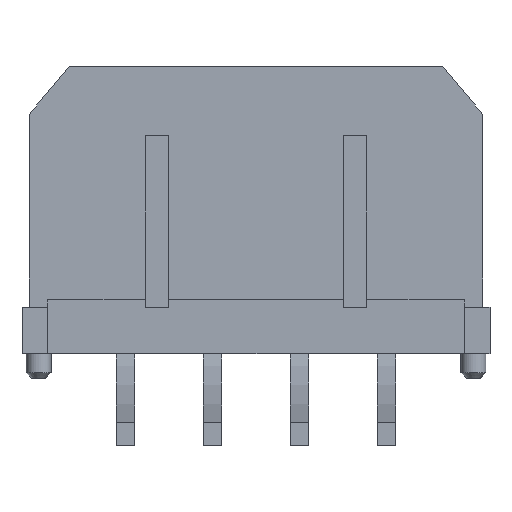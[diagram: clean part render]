
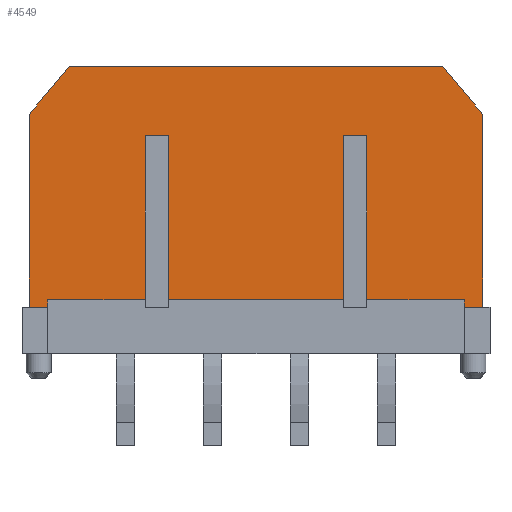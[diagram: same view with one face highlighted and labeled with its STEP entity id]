
A CAD part, front view. The second image highlights one B-rep face of the part: STEP entity #4549.
In plain terms, the highlighted planar face has unit normal (0, -1, 0).
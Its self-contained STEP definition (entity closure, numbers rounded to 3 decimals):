
#1109=DIRECTION('',(0.,0.,1.));
#1110=VECTOR('',#1109,5.66);
#1111=CARTESIAN_POINT('',(3.825,-3.43,-3.105));
#1112=LINE('',#1111,#1110);
#1113=DIRECTION('',(-1.,0.,0.));
#1114=VECTOR('',#1113,0.8);
#1115=CARTESIAN_POINT('',(3.825,-3.43,2.555));
#1116=LINE('',#1115,#1114);
#1117=DIRECTION('',(0.,0.,1.));
#1118=VECTOR('',#1117,5.66);
#1119=CARTESIAN_POINT('',(3.025,-3.43,-3.105));
#1120=LINE('',#1119,#1118);
#1121=DIRECTION('',(-1.,0.,0.));
#1122=VECTOR('',#1121,6.05);
#1123=CARTESIAN_POINT('',(3.025,-3.43,-3.105));
#1124=LINE('',#1123,#1122);
#1125=DIRECTION('',(0.,0.,1.));
#1126=VECTOR('',#1125,5.66);
#1127=CARTESIAN_POINT('',(-3.025,-3.43,-3.105));
#1128=LINE('',#1127,#1126);
#1129=DIRECTION('',(-1.,0.,0.));
#1130=VECTOR('',#1129,0.8);
#1131=CARTESIAN_POINT('',(-3.025,-3.43,2.555));
#1132=LINE('',#1131,#1130);
#1133=DIRECTION('',(0.,0.,1.));
#1134=VECTOR('',#1133,5.66);
#1135=CARTESIAN_POINT('',(-3.825,-3.43,-3.105));
#1136=LINE('',#1135,#1134);
#1137=DIRECTION('',(-1.,0.,0.));
#1138=VECTOR('',#1137,3.36);
#1139=CARTESIAN_POINT('',(-3.825,-3.43,-3.105));
#1140=LINE('',#1139,#1138);
#1141=DIRECTION('',(0.,0.,1.));
#1142=VECTOR('',#1141,0.25);
#1143=CARTESIAN_POINT('',(-7.185,-3.43,-3.355));
#1144=LINE('',#1143,#1142);
#1145=DIRECTION('',(1.,0.,0.));
#1146=VECTOR('',#1145,0.64);
#1147=CARTESIAN_POINT('',(-7.825,-3.43,-3.355));
#1148=LINE('',#1147,#1146);
#1149=DIRECTION('',(0.,0.,1.));
#1150=VECTOR('',#1149,6.66);
#1151=CARTESIAN_POINT('',(-7.825,-3.43,-3.355));
#1152=LINE('',#1151,#1150);
#1153=DIRECTION('',(0.643,0.,0.766));
#1154=VECTOR('',#1153,2.154);
#1155=CARTESIAN_POINT('',(-7.825,-3.43,3.305));
#1156=LINE('',#1155,#1154);
#1157=DIRECTION('',(0.643,0.,-0.766));
#1158=VECTOR('',#1157,2.154);
#1159=CARTESIAN_POINT('',(6.44,-3.43,4.955));
#1160=LINE('',#1159,#1158);
#1161=DIRECTION('',(-1.,0.,0.));
#1162=VECTOR('',#1161,0.64);
#1163=CARTESIAN_POINT('',(7.825,-3.43,-3.355));
#1164=LINE('',#1163,#1162);
#1165=DIRECTION('',(0.,0.,1.));
#1166=VECTOR('',#1165,0.25);
#1167=CARTESIAN_POINT('',(7.185,-3.43,-3.355));
#1168=LINE('',#1167,#1166);
#1169=DIRECTION('',(-1.,0.,0.));
#1170=VECTOR('',#1169,3.36);
#1171=CARTESIAN_POINT('',(7.185,-3.43,-3.105));
#1172=LINE('',#1171,#1170);
#1353=DIRECTION('',(1.,0.,0.));
#1354=VECTOR('',#1353,12.881);
#1355=CARTESIAN_POINT('',(-6.44,-3.43,4.955));
#1356=LINE('',#1355,#1354);
#1661=DIRECTION('',(0.,0.,1.));
#1662=VECTOR('',#1661,6.66);
#1663=CARTESIAN_POINT('',(7.825,-3.43,-3.355));
#1664=LINE('',#1663,#1662);
#2311=CARTESIAN_POINT('',(6.44,-3.43,4.955));
#2313=VERTEX_POINT('',#2311);
#2319=CARTESIAN_POINT('',(-6.44,-3.43,4.955));
#2321=VERTEX_POINT('',#2319);
#2332=CARTESIAN_POINT('',(-7.825,-3.43,3.305));
#2334=VERTEX_POINT('',#2332);
#2335=CARTESIAN_POINT('',(7.825,-3.43,3.305));
#2336=VERTEX_POINT('',#2335);
#2371=CARTESIAN_POINT('',(-7.825,-3.43,-3.355));
#2372=CARTESIAN_POINT('',(-7.185,-3.43,-3.355));
#2373=VERTEX_POINT('',#2371);
#2374=VERTEX_POINT('',#2372);
#2375=CARTESIAN_POINT('',(7.825,-3.43,-3.355));
#2376=CARTESIAN_POINT('',(7.185,-3.43,-3.355));
#2377=VERTEX_POINT('',#2375);
#2378=VERTEX_POINT('',#2376);
#2383=CARTESIAN_POINT('',(-7.185,-3.43,-3.105));
#2384=VERTEX_POINT('',#2383);
#2385=CARTESIAN_POINT('',(7.185,-3.43,-3.105));
#2386=VERTEX_POINT('',#2385);
#2783=CARTESIAN_POINT('',(3.825,-3.43,-3.105));
#2784=CARTESIAN_POINT('',(3.825,-3.43,2.555));
#2785=VERTEX_POINT('',#2783);
#2786=VERTEX_POINT('',#2784);
#2787=CARTESIAN_POINT('',(3.025,-3.43,2.555));
#2788=VERTEX_POINT('',#2787);
#2789=CARTESIAN_POINT('',(3.025,-3.43,-3.105));
#2790=VERTEX_POINT('',#2789);
#2791=CARTESIAN_POINT('',(-3.025,-3.43,-3.105));
#2792=CARTESIAN_POINT('',(-3.025,-3.43,2.555));
#2793=VERTEX_POINT('',#2791);
#2794=VERTEX_POINT('',#2792);
#2795=CARTESIAN_POINT('',(-3.825,-3.43,2.555));
#2796=VERTEX_POINT('',#2795);
#2797=CARTESIAN_POINT('',(-3.825,-3.43,-3.105));
#2798=VERTEX_POINT('',#2797);
#4507=CARTESIAN_POINT('',(-7.825,-3.43,-4.955));
#4508=DIRECTION('',(0.,-1.,0.));
#4509=DIRECTION('',(1.,0.,0.));
#4510=AXIS2_PLACEMENT_3D('',#4507,#4508,#4509);
#4511=PLANE('',#4510);
#4513=ORIENTED_EDGE('',*,*,#4512,.T.);
#4515=ORIENTED_EDGE('',*,*,#4514,.T.);
#4517=ORIENTED_EDGE('',*,*,#4516,.F.);
#4519=ORIENTED_EDGE('',*,*,#4518,.T.);
#4521=ORIENTED_EDGE('',*,*,#4520,.T.);
#4523=ORIENTED_EDGE('',*,*,#4522,.T.);
#4525=ORIENTED_EDGE('',*,*,#4524,.F.);
#4527=ORIENTED_EDGE('',*,*,#4526,.T.);
#4529=ORIENTED_EDGE('',*,*,#4528,.F.);
#4531=ORIENTED_EDGE('',*,*,#4530,.F.);
#4533=ORIENTED_EDGE('',*,*,#4532,.T.);
#4535=ORIENTED_EDGE('',*,*,#4534,.T.);
#4537=ORIENTED_EDGE('',*,*,#4536,.T.);
#4539=ORIENTED_EDGE('',*,*,#4538,.T.);
#4541=ORIENTED_EDGE('',*,*,#4540,.F.);
#4542=ORIENTED_EDGE('',*,*,#4495,.T.);
#4544=ORIENTED_EDGE('',*,*,#4543,.T.);
#4546=ORIENTED_EDGE('',*,*,#4545,.T.);
#4547=EDGE_LOOP('',(#4513,#4515,#4517,#4519,#4521,#4523,#4525,#4527,#4529,#4531,
#4533,#4535,#4537,#4539,#4541,#4542,#4544,#4546));
#4548=FACE_OUTER_BOUND('',#4547,.F.);
#4549=ADVANCED_FACE('',(#4548),#4511,.T.);
#4495=EDGE_CURVE('',#2377,#2378,#1164,.T.);
#4512=EDGE_CURVE('',#2785,#2786,#1112,.T.);
#4514=EDGE_CURVE('',#2786,#2788,#1116,.T.);
#4516=EDGE_CURVE('',#2790,#2788,#1120,.T.);
#4518=EDGE_CURVE('',#2790,#2793,#1124,.T.);
#4520=EDGE_CURVE('',#2793,#2794,#1128,.T.);
#4522=EDGE_CURVE('',#2794,#2796,#1132,.T.);
#4524=EDGE_CURVE('',#2798,#2796,#1136,.T.);
#4526=EDGE_CURVE('',#2798,#2384,#1140,.T.);
#4528=EDGE_CURVE('',#2374,#2384,#1144,.T.);
#4530=EDGE_CURVE('',#2373,#2374,#1148,.T.);
#4532=EDGE_CURVE('',#2373,#2334,#1152,.T.);
#4534=EDGE_CURVE('',#2334,#2321,#1156,.T.);
#4536=EDGE_CURVE('',#2321,#2313,#1356,.T.);
#4538=EDGE_CURVE('',#2313,#2336,#1160,.T.);
#4540=EDGE_CURVE('',#2377,#2336,#1664,.T.);
#4543=EDGE_CURVE('',#2378,#2386,#1168,.T.);
#4545=EDGE_CURVE('',#2386,#2785,#1172,.T.);
